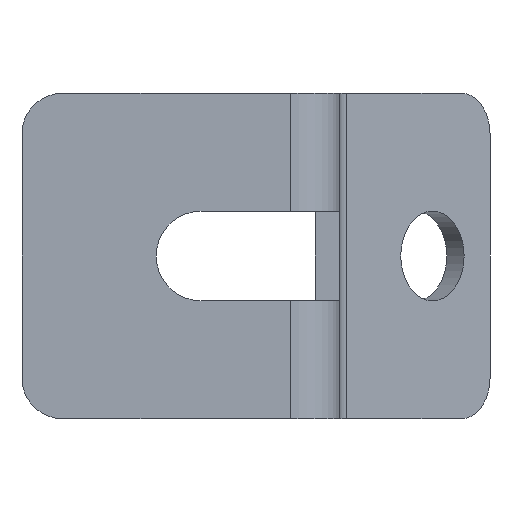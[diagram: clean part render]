
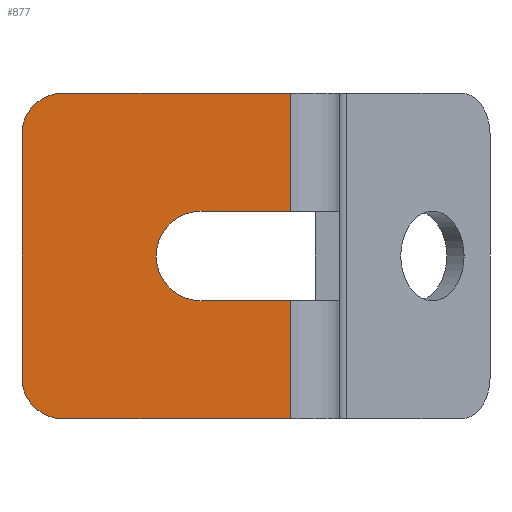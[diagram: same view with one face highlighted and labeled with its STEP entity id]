
A CAD part, front view. The second image highlights one B-rep face of the part: STEP entity #877.
In plain terms, the highlighted planar face has unit normal (0, -1, 0).
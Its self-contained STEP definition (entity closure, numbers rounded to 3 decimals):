
#44=PLANE('',#981);
#91=FACE_OUTER_BOUND('',#140,.T.);
#140=EDGE_LOOP('',(#755,#756,#757,#758,#759,#760,#761,#762,#763,#764));
#190=LINE('',#1381,#271);
#198=LINE('',#1404,#279);
#199=LINE('',#1407,#280);
#209=LINE('',#1435,#290);
#216=LINE('',#1457,#297);
#220=LINE('',#1465,#301);
#221=LINE('',#1467,#302);
#271=VECTOR('',#1117,10.);
#279=VECTOR('',#1143,10.);
#280=VECTOR('',#1146,10.);
#290=VECTOR('',#1180,10.);
#297=VECTOR('',#1213,10.);
#301=VECTOR('',#1225,10.);
#302=VECTOR('',#1228,10.);
#322=CIRCLE('',#935,5.);
#325=CIRCLE('',#941,5.);
#331=CIRCLE('',#954,5.5);
#385=VERTEX_POINT('',#1356);
#386=VERTEX_POINT('',#1358);
#395=VERTEX_POINT('',#1380);
#396=VERTEX_POINT('',#1384);
#398=VERTEX_POINT('',#1391);
#400=VERTEX_POINT('',#1397);
#401=VERTEX_POINT('',#1402);
#402=VERTEX_POINT('',#1406);
#408=VERTEX_POINT('',#1434);
#410=VERTEX_POINT('',#1455);
#471=EDGE_CURVE('',#385,#386,#322,.T.);
#482=EDGE_CURVE('',#386,#395,#190,.T.);
#484=EDGE_CURVE('',#395,#396,#325,.T.);
#495=EDGE_CURVE('',#398,#401,#198,.T.);
#496=EDGE_CURVE('',#402,#400,#199,.T.);
#501=EDGE_CURVE('',#401,#402,#331,.T.);
#510=EDGE_CURVE('',#398,#408,#209,.T.);
#523=EDGE_CURVE('',#410,#400,#216,.T.);
#527=EDGE_CURVE('',#385,#408,#220,.T.);
#528=EDGE_CURVE('',#396,#410,#221,.T.);
#755=ORIENTED_EDGE('',*,*,#471,.F.);
#756=ORIENTED_EDGE('',*,*,#527,.T.);
#757=ORIENTED_EDGE('',*,*,#510,.F.);
#758=ORIENTED_EDGE('',*,*,#495,.T.);
#759=ORIENTED_EDGE('',*,*,#501,.T.);
#760=ORIENTED_EDGE('',*,*,#496,.T.);
#761=ORIENTED_EDGE('',*,*,#523,.F.);
#762=ORIENTED_EDGE('',*,*,#528,.F.);
#763=ORIENTED_EDGE('',*,*,#484,.F.);
#764=ORIENTED_EDGE('',*,*,#482,.F.);
#877=ADVANCED_FACE('',(#91),#44,.F.);
#935=AXIS2_PLACEMENT_3D('',#1359,#1099,#1100);
#941=AXIS2_PLACEMENT_3D('',#1385,#1121,#1122);
#954=AXIS2_PLACEMENT_3D('',#1416,#1158,#1159);
#981=AXIS2_PLACEMENT_3D('',#1469,#1231,#1232);
#1099=DIRECTION('center_axis',(0.,1.,0.));
#1100=DIRECTION('ref_axis',(-0.707,0.,-0.707));
#1117=DIRECTION('',(0.,0.,1.));
#1121=DIRECTION('center_axis',(0.,1.,0.));
#1122=DIRECTION('ref_axis',(-0.707,0.,0.707));
#1143=DIRECTION('',(-1.,0.,0.));
#1146=DIRECTION('',(1.,0.,0.));
#1158=DIRECTION('center_axis',(0.,1.,0.));
#1159=DIRECTION('ref_axis',(0.,0.,-1.));
#1180=DIRECTION('',(0.,0.,-1.));
#1213=DIRECTION('',(0.,0.,-1.));
#1225=DIRECTION('',(1.,0.,0.));
#1228=DIRECTION('',(1.,0.,0.));
#1231=DIRECTION('center_axis',(0.,1.,0.));
#1232=DIRECTION('ref_axis',(0.,0.,1.));
#1356=CARTESIAN_POINT('',(5.,0.,-20.));
#1358=CARTESIAN_POINT('',(0.,0.,-15.));
#1359=CARTESIAN_POINT('Origin',(5.,0.,-15.));
#1380=CARTESIAN_POINT('',(0.,0.,15.));
#1381=CARTESIAN_POINT('',(0.,0.,-20.));
#1384=CARTESIAN_POINT('',(5.,0.,20.));
#1385=CARTESIAN_POINT('Origin',(5.,0.,15.));
#1391=CARTESIAN_POINT('',(33.,0.,-5.5));
#1397=CARTESIAN_POINT('',(33.,0.,5.5));
#1402=CARTESIAN_POINT('',(22.,0.,-5.5));
#1404=CARTESIAN_POINT('',(36.271,0.,-5.5));
#1406=CARTESIAN_POINT('',(22.,0.,5.5));
#1407=CARTESIAN_POINT('',(49.24,0.,5.5));
#1416=CARTESIAN_POINT('Origin',(22.,0.,0.));
#1434=CARTESIAN_POINT('',(33.,0.,-20.));
#1435=CARTESIAN_POINT('',(33.,0.,0.));
#1455=CARTESIAN_POINT('',(33.,0.,20.));
#1457=CARTESIAN_POINT('',(33.,0.,0.));
#1465=CARTESIAN_POINT('',(0.,0.,-20.));
#1467=CARTESIAN_POINT('',(0.,0.,20.));
#1469=CARTESIAN_POINT('Origin',(50.542,0.,0.));
